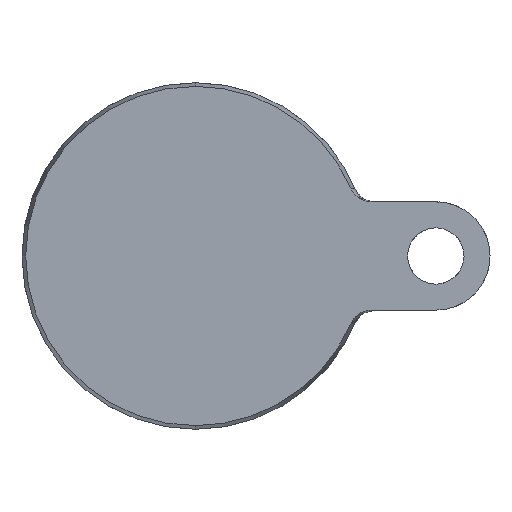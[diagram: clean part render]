
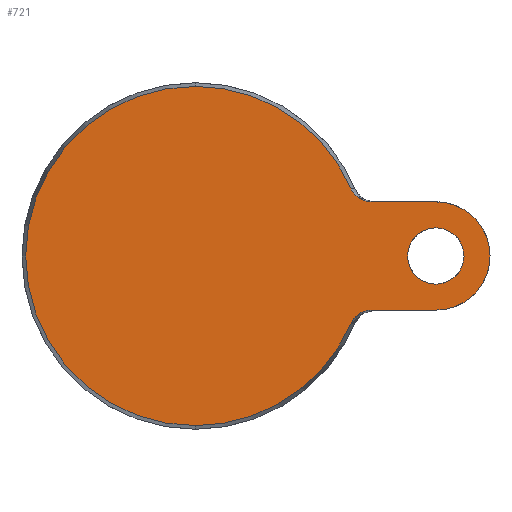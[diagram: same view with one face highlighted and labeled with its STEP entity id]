
A CAD part, front view. The second image highlights one B-rep face of the part: STEP entity #721.
In plain terms, the highlighted planar face has unit normal (0, -1, 0).
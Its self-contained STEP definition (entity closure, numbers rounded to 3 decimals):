
#1 = CARTESIAN_POINT ( 'NONE',  ( 38.665, 0., 12.866 ) ) ;
#21 = ORIENTED_EDGE ( 'NONE', *, *, #699, .T. ) ;
#22 = VERTEX_POINT ( 'NONE', #287 ) ;
#31 = DIRECTION ( 'NONE',  ( 0., 1., 0. ) ) ;
#41 = AXIS2_PLACEMENT_3D ( 'NONE', #736, #295, #652 ) ;
#44 = EDGE_CURVE ( 'NONE', #248, #366, #1184, .T. ) ;
#53 = CARTESIAN_POINT ( 'NONE',  ( 40.579, 0., -12.5 ) ) ;
#57 = CARTESIAN_POINT ( 'NONE',  ( 36.124, 0., -15.081 ) ) ;
#77 = CARTESIAN_POINT ( 'NONE',  ( 0., 0., 0. ) ) ;
#81 = AXIS2_PLACEMENT_3D ( 'NONE', #692, #237, #786 ) ;
#85 = LINE ( 'NONE', #807, #189 ) ;
#86 = LINE ( 'NONE', #185, #631 ) ;
#89 = DIRECTION ( 'NONE',  ( 0., -1., 0. ) ) ;
#99 = CARTESIAN_POINT ( 'NONE',  ( 37.032, 0., 13.927 ) ) ;
#165 = VERTEX_POINT ( 'NONE', #846 ) ;
#166 = CARTESIAN_POINT ( 'NONE',  ( 0., 0., 0. ) ) ;
#175 = CARTESIAN_POINT ( 'NONE',  ( 40.579, 0., 12.5 ) ) ;
#179 = CARTESIAN_POINT ( 'NONE',  ( 40.085, 0., 12.5 ) ) ;
#184 = CARTESIAN_POINT ( 'NONE',  ( 37.598, 0., 13.453 ) ) ;
#185 = CARTESIAN_POINT ( 'NONE',  ( 15., 0., -12.5 ) ) ;
#189 = VECTOR ( 'NONE', #1176, 1000. ) ;
#192 = CARTESIAN_POINT ( 'NONE',  ( 55.5, 0., -12.5 ) ) ;
#195 = ORIENTED_EDGE ( 'NONE', *, *, #854, .F. ) ;
#222 = CARTESIAN_POINT ( 'NONE',  ( 36.861, 0., 14.101 ) ) ;
#224 = B_SPLINE_CURVE_WITH_KNOTS ( 'NONE', 3,
 ( #175, #179, #467, #818, #1, #733, #1003, #184, #914, #99, #222, #1110, #948, #744 ),
 .UNSPECIFIED., .F., .F.,
 ( 4, 2, 2, 2, 2, 2, 4 ),
 ( 0., 0.001, 0.002, 0.003, 0.004, 0.004, 0.006 ),
 .UNSPECIFIED. ) ;
#231 = CARTESIAN_POINT ( 'NONE',  ( 37.397, 0., -13.606 ) ) ;
#237 = DIRECTION ( 'NONE',  ( 0., 1., 0. ) ) ;
#248 = VERTEX_POINT ( 'NONE', #1165 ) ;
#250 = CIRCLE ( 'NONE', #1046, 12.5 ) ;
#262 = CARTESIAN_POINT ( 'NONE',  ( 55.5, 0., 0. ) ) ;
#287 = CARTESIAN_POINT ( 'NONE',  ( 55.5, 0., 12.5 ) ) ;
#295 = DIRECTION ( 'NONE',  ( 0., -1., 0. ) ) ;
#296 = ORIENTED_EDGE ( 'NONE', *, *, #890, .T. ) ;
#318 = VERTEX_POINT ( 'NONE', #967 ) ;
#333 = FACE_OUTER_BOUND ( 'NONE', #523, .T. ) ;
#341 = CARTESIAN_POINT ( 'NONE',  ( 0., 0., -39.143 ) ) ;
#349 = CARTESIAN_POINT ( 'NONE',  ( 37.591, 0., -13.458 ) ) ;
#366 = VERTEX_POINT ( 'NONE', #341 ) ;
#368 = DIRECTION ( 'NONE',  ( 0., 1., 0. ) ) ;
#411 = EDGE_CURVE ( 'NONE', #22, #802, #250, .T. ) ;
#422 = EDGE_CURVE ( 'NONE', #802, #905, #86, .T. ) ;
#432 = CARTESIAN_POINT ( 'NONE',  ( 39.592, 0., -12.572 ) ) ;
#449 = DIRECTION ( 'NONE',  ( 0., 0., -1. ) ) ;
#463 = CARTESIAN_POINT ( 'NONE',  ( 35.928, 0., 15.535 ) ) ;
#467 = CARTESIAN_POINT ( 'NONE',  ( 39.603, 0., 12.57 ) ) ;
#482 = VERTEX_POINT ( 'NONE', #463 ) ;
#501 = ORIENTED_EDGE ( 'NONE', *, *, #1159, .T. ) ;
#516 = CARTESIAN_POINT ( 'NONE',  ( 38.891, 0., -12.781 ) ) ;
#523 = EDGE_LOOP ( 'NONE', ( #195, #759, #501, #1058, #1155, #21, #1056, #852 ) ) ;
#532 = FACE_BOUND ( 'NONE', #918, .T. ) ;
#550 = CARTESIAN_POINT ( 'NONE',  ( 35.928, 0., -15.535 ) ) ;
#581 = AXIS2_PLACEMENT_3D ( 'NONE', #166, #89, #449 ) ;
#599 = AXIS2_PLACEMENT_3D ( 'NONE', #77, #1054, #1153 ) ;
#616 = AXIS2_PLACEMENT_3D ( 'NONE', #766, #31, #678 ) ;
#631 = VECTOR ( 'NONE', #724, 1000. ) ;
#649 = DIRECTION ( 'NONE',  ( 0., 1., 0. ) ) ;
#652 = DIRECTION ( 'NONE',  ( 0., 0., -1. ) ) ;
#671 = EDGE_CURVE ( 'NONE', #366, #798, #913, .T. ) ;
#678 = DIRECTION ( 'NONE',  ( 0., 0., 1. ) ) ;
#692 = CARTESIAN_POINT ( 'NONE',  ( -39.143, 0., 0. ) ) ;
#699 = EDGE_CURVE ( 'NONE', #798, #905, #949, .T. ) ;
#706 = ORIENTED_EDGE ( 'NONE', *, *, #817, .T. ) ;
#711 = CARTESIAN_POINT ( 'NONE',  ( 38., 0., -13.192 ) ) ;
#717 = CARTESIAN_POINT ( 'NONE',  ( 36.857, 0., -14.106 ) ) ;
#721 = ADVANCED_FACE ( 'NONE', ( #333, #532 ), #982, .F. ) ;
#724 = DIRECTION ( 'NONE',  ( -1., 0., 0. ) ) ;
#733 = CARTESIAN_POINT ( 'NONE',  ( 38.221, 0., 13.07 ) ) ;
#736 = CARTESIAN_POINT ( 'NONE',  ( 0., 0., 0. ) ) ;
#744 = CARTESIAN_POINT ( 'NONE',  ( 35.928, 0., 15.535 ) ) ;
#759 = ORIENTED_EDGE ( 'NONE', *, *, #878, .T. ) ;
#766 = CARTESIAN_POINT ( 'NONE',  ( 55.5, 0., 0. ) ) ;
#783 = CIRCLE ( 'NONE', #616, 6.5 ) ;
#786 = DIRECTION ( 'NONE',  ( 0., 0., 1. ) ) ;
#796 = CARTESIAN_POINT ( 'NONE',  ( 36.381, 0., -14.668 ) ) ;
#798 = VERTEX_POINT ( 'NONE', #550 ) ;
#802 = VERTEX_POINT ( 'NONE', #192 ) ;
#807 = CARTESIAN_POINT ( 'NONE',  ( 15., 0., 12.5 ) ) ;
#817 = EDGE_CURVE ( 'NONE', #1114, #318, #1129, .T. ) ;
#818 = CARTESIAN_POINT ( 'NONE',  ( 38.897, 0., 12.778 ) ) ;
#829 = DIRECTION ( 'NONE',  ( 0., 0., 1. ) ) ;
#846 = CARTESIAN_POINT ( 'NONE',  ( 40.579, 0., 12.5 ) ) ;
#852 = ORIENTED_EDGE ( 'NONE', *, *, #411, .F. ) ;
#854 = EDGE_CURVE ( 'NONE', #165, #22, #85, .T. ) ;
#865 = CARTESIAN_POINT ( 'NONE',  ( 40.085, 0., -12.5 ) ) ;
#878 = EDGE_CURVE ( 'NONE', #165, #482, #224, .T. ) ;
#890 = EDGE_CURVE ( 'NONE', #318, #1114, #783, .T. ) ;
#900 = CARTESIAN_POINT ( 'NONE',  ( 55.5, 0., 0. ) ) ;
#905 = VERTEX_POINT ( 'NONE', #1135 ) ;
#913 = CIRCLE ( 'NONE', #599, 39.143 ) ;
#914 = CARTESIAN_POINT ( 'NONE',  ( 37.4, 0., 13.603 ) ) ;
#917 = DIRECTION ( 'NONE',  ( 0., 0., -1. ) ) ;
#918 = EDGE_LOOP ( 'NONE', ( #706, #296 ) ) ;
#948 = CARTESIAN_POINT ( 'NONE',  ( 36.124, 0., 15.081 ) ) ;
#949 = B_SPLINE_CURVE_WITH_KNOTS ( 'NONE', 3,
 ( #965, #57, #796, #717, #977, #231, #349, #711, #1164, #1158, #516, #432, #865, #53 ),
 .UNSPECIFIED., .F., .F.,
 ( 4, 2, 2, 2, 2, 2, 4 ),
 ( 0., 0.001, 0.002, 0.003, 0.004, 0.004, 0.006 ),
 .UNSPECIFIED. ) ;
#965 = CARTESIAN_POINT ( 'NONE',  ( 35.928, 0., -15.535 ) ) ;
#967 = CARTESIAN_POINT ( 'NONE',  ( 55.5, 0., 6.5 ) ) ;
#977 = CARTESIAN_POINT ( 'NONE',  ( 37.031, 0., -13.929 ) ) ;
#982 = PLANE ( 'NONE',  #81 ) ;
#1003 = CARTESIAN_POINT ( 'NONE',  ( 38.008, 0., 13.187 ) ) ;
#1046 = AXIS2_PLACEMENT_3D ( 'NONE', #900, #649, #917 ) ;
#1054 = DIRECTION ( 'NONE',  ( 0., -1., 0. ) ) ;
#1056 = ORIENTED_EDGE ( 'NONE', *, *, #422, .F. ) ;
#1058 = ORIENTED_EDGE ( 'NONE', *, *, #44, .T. ) ;
#1110 = CARTESIAN_POINT ( 'NONE',  ( 36.388, 0., 14.659 ) ) ;
#1114 = VERTEX_POINT ( 'NONE', #1145 ) ;
#1129 = CIRCLE ( 'NONE', #1168, 6.5 ) ;
#1135 = CARTESIAN_POINT ( 'NONE',  ( 40.579, 0., -12.5 ) ) ;
#1145 = CARTESIAN_POINT ( 'NONE',  ( 55.5, 0., -6.5 ) ) ;
#1149 = CIRCLE ( 'NONE', #581, 39.143 ) ;
#1153 = DIRECTION ( 'NONE',  ( 0., 0., -1. ) ) ;
#1155 = ORIENTED_EDGE ( 'NONE', *, *, #671, .T. ) ;
#1158 = CARTESIAN_POINT ( 'NONE',  ( 38.663, 0., -12.866 ) ) ;
#1159 = EDGE_CURVE ( 'NONE', #482, #248, #1149, .T. ) ;
#1164 = CARTESIAN_POINT ( 'NONE',  ( 38.218, 0., -13.072 ) ) ;
#1165 = CARTESIAN_POINT ( 'NONE',  ( 0., 0., 39.143 ) ) ;
#1168 = AXIS2_PLACEMENT_3D ( 'NONE', #262, #368, #829 ) ;
#1176 = DIRECTION ( 'NONE',  ( 1., 0., 0. ) ) ;
#1184 = CIRCLE ( 'NONE', #41, 39.143 ) ;
